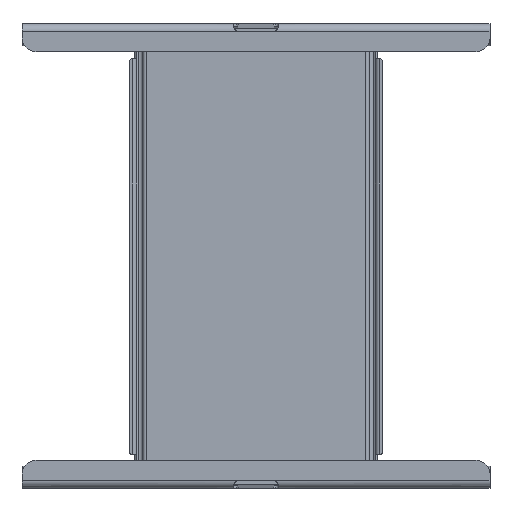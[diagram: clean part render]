
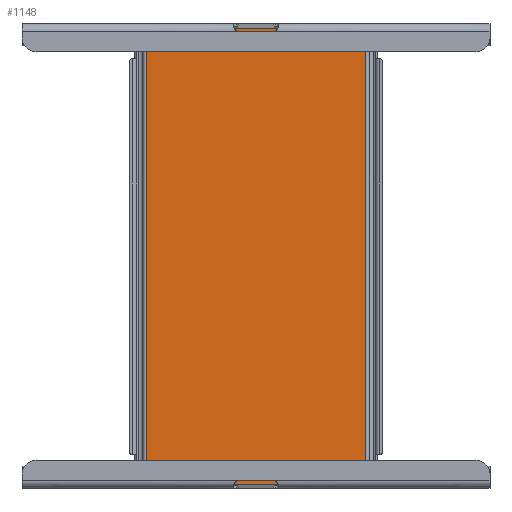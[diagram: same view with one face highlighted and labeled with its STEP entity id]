
A CAD part, front view. The second image highlights one B-rep face of the part: STEP entity #1148.
In plain terms, the highlighted planar face has unit normal (0, -1, 0).
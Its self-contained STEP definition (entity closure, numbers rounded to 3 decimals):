
#151=DIRECTION('',(-1.,0.,0.));
#152=VECTOR('',#151,94.);
#153=CARTESIAN_POINT('',(47.,0.,97.5));
#154=LINE('',#153,#152);
#155=DIRECTION('',(0.,0.,1.));
#156=VECTOR('',#155,195.);
#157=CARTESIAN_POINT('',(-47.,0.,-97.5));
#158=LINE('',#157,#156);
#159=DIRECTION('',(1.,0.,0.));
#160=VECTOR('',#159,94.);
#161=CARTESIAN_POINT('',(-47.,0.,-97.5));
#162=LINE('',#161,#160);
#221=DIRECTION('',(0.,0.,-1.));
#222=VECTOR('',#221,195.);
#223=CARTESIAN_POINT('',(47.,0.,97.5));
#224=LINE('',#223,#222);
#741=CARTESIAN_POINT('',(-47.,0.,-97.5));
#742=CARTESIAN_POINT('',(-47.,0.,97.5));
#743=VERTEX_POINT('',#741);
#744=VERTEX_POINT('',#742);
#760=CARTESIAN_POINT('',(47.,0.,97.5));
#762=VERTEX_POINT('',#760);
#777=CARTESIAN_POINT('',(47.,0.,-97.5));
#778=VERTEX_POINT('',#777);
#1136=CARTESIAN_POINT('',(-47.,0.,97.5));
#1137=DIRECTION('',(0.,-1.,0.));
#1138=DIRECTION('',(0.,0.,-1.));
#1139=AXIS2_PLACEMENT_3D('',#1136,#1137,#1138);
#1140=PLANE('',#1139);
#1141=ORIENTED_EDGE('',*,*,#1077,.F.);
#1143=ORIENTED_EDGE('',*,*,#1142,.T.);
#1144=ORIENTED_EDGE('',*,*,#1102,.F.);
#1145=ORIENTED_EDGE('',*,*,#1092,.T.);
#1146=EDGE_LOOP('',(#1141,#1143,#1144,#1145));
#1147=FACE_OUTER_BOUND('',#1146,.F.);
#1148=ADVANCED_FACE('',(#1147),#1140,.T.);
#1077=EDGE_CURVE('',#762,#744,#154,.T.);
#1092=EDGE_CURVE('',#743,#744,#158,.T.);
#1102=EDGE_CURVE('',#743,#778,#162,.T.);
#1142=EDGE_CURVE('',#762,#778,#224,.T.);
